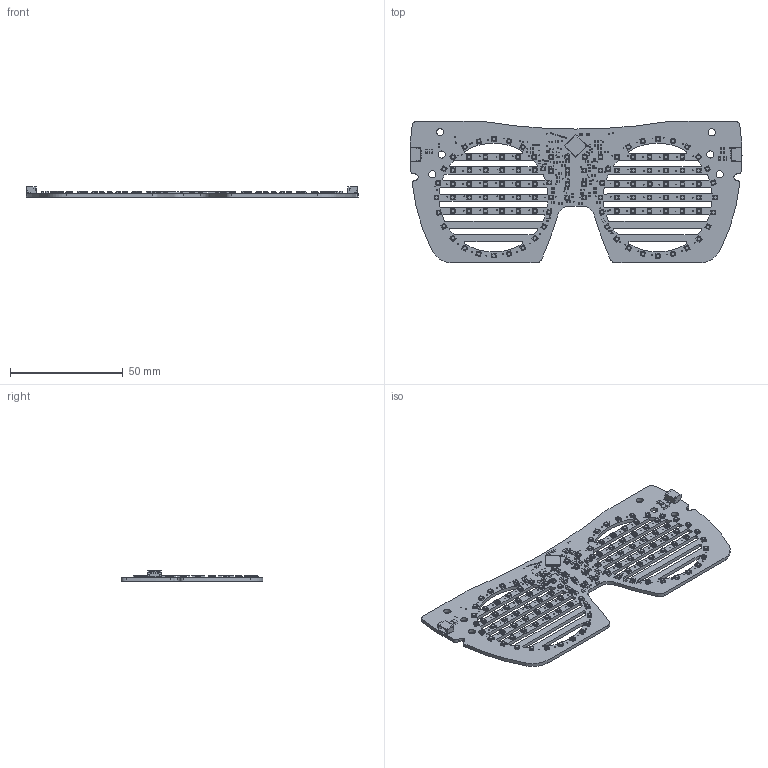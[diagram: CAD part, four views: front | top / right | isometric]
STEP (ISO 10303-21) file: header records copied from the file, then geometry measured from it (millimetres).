
FILE_DESCRIPTION(/* description */ (''),/* implementation_level */ '2;1');
FILE_NAME(/* name */ 'LED Glasses rev B v2.step',/* time_stamp */ '2021-09-20T17:28:40-04:00',/* author */ (''),/* organization */ (''),/* preprocessor_version */ 'ST-DEVELOPER v18.1',/* originating_system */ 'Autodesk Translation Framework v10.10.0.1391',/* authorisation */ '');
FILE_SCHEMA (('AUTOMOTIVE_DESIGN { 1 0 10303 214 3 1 1 }'));
Length unit declared in the file: millimetre
Products named in the file (8): LED Glasses rev B; PCB Component; Board; 10uF; IS31FL3741; 2.2K; RGBLED_CA_2121; STEMMA_I2C_QT
Assembly tree (169 placements, depth 3):
  LED Glasses rev B
    PCB Component
      Board
      10uF  x4
      IS31FL3741
      2.2K  x44
      RGBLED_CA_2121  x116
      STEMMA_I2C_QT  x2
Bounding box: 147 x 62.87 x 4.53 mm (x, y, z)
Volume: 10315.6 mm3; surface area: 18813.9 mm2
Topology: 692 solids, 692 shells, 7512 faces, 17531 edges, 11530 vertices
Faces by surface type: plane 7102, cylinder 410
Full cylindrical faces by diameter (mm): 0.3 x1, 0.394 x193, 0.5 x4, 1.6 x116, 3.175 x6
Entity records: 33782 total; most frequent: DIRECTION 5638, CARTESIAN_POINT 5596, ORIENTED_EDGE 5272, EDGE_CURVE 2636, LINE 2046, VECTOR 2046, AXIS2_PLACEMENT_3D 1796, VERTEX_POINT 1754
